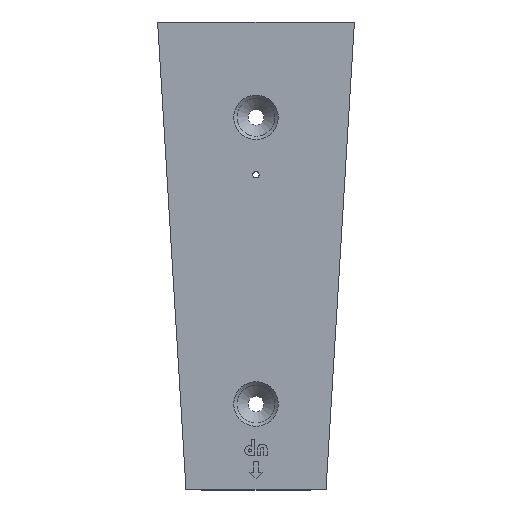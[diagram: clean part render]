
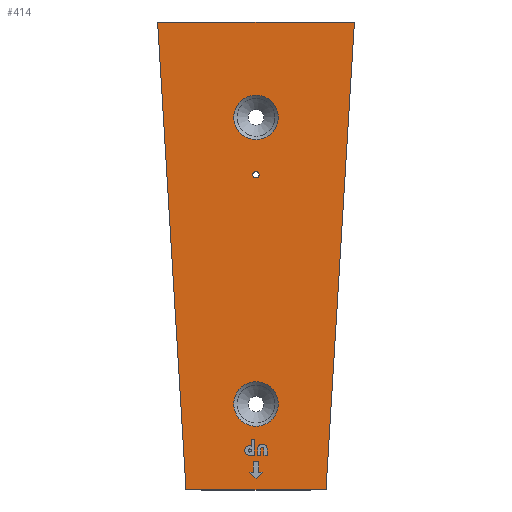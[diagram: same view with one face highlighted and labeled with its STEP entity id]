
A CAD part, top view. The second image highlights one B-rep face of the part: STEP entity #414.
In plain terms, the highlighted planar face has unit normal (0, 0, 1).
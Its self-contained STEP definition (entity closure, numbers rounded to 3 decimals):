
#165=CARTESIAN_POINT('',(0.,0.,-2.2));
#166=DIRECTION('',(0.,0.,1.));
#167=DIRECTION('',(1.,0.,0.));
#168=AXIS2_PLACEMENT_3D('',#165,#166,#167);
#169=PLANE('',#168);
#170=CARTESIAN_POINT('',(6.997,-99.999,-2.2));
#171=VERTEX_POINT('',#170);
#172=CARTESIAN_POINT('',(-0.003,-99.999,-2.2));
#173=DIRECTION('',(-0.,-0.,-1.));
#174=DIRECTION('',(1.,0.,-0.));
#175=AXIS2_PLACEMENT_3D('',#172,#173,#174);
#176=CIRCLE('',#175,7.);
#177=EDGE_CURVE('',#171,#171,#176,.T.);
#178=ORIENTED_EDGE('',*,*,#177,.T.);
#179=EDGE_LOOP('',(#178));
#180=FACE_BOUND('',#179,.T.);
#181=CARTESIAN_POINT('',(6.997,-9.962,-2.2));
#182=VERTEX_POINT('',#181);
#183=CARTESIAN_POINT('',(-0.003,-9.962,-2.2));
#184=DIRECTION('',(-0.,-0.,-1.));
#185=DIRECTION('',(1.,0.,-0.));
#186=AXIS2_PLACEMENT_3D('',#183,#184,#185);
#187=CIRCLE('',#186,7.);
#188=EDGE_CURVE('',#182,#182,#187,.T.);
#189=ORIENTED_EDGE('',*,*,#188,.T.);
#190=EDGE_LOOP('',(#189));
#191=FACE_BOUND('',#190,.T.);
#192=CARTESIAN_POINT('',(-1.503,-113.186,-2.2));
#193=VERTEX_POINT('',#192);
#194=CARTESIAN_POINT('',(-1.503,-116.014,-2.2));
#195=VERTEX_POINT('',#194);
#196=CARTESIAN_POINT('',(-2.003,-114.6,-2.2));
#197=DIRECTION('',(0.,0.,1.));
#198=DIRECTION('',(1.,0.,-0.));
#199=AXIS2_PLACEMENT_3D('',#196,#197,#198);
#200=CIRCLE('',#199,1.5);
#201=EDGE_CURVE('',#193,#195,#200,.T.);
#202=ORIENTED_EDGE('',*,*,#201,.F.);
#203=CARTESIAN_POINT('',(-1.503,-111.1,-2.2));
#204=VERTEX_POINT('',#203);
#205=CARTESIAN_POINT('',(-1.503,-113.186,-2.2));
#206=DIRECTION('',(-0.,1.,0.));
#207=VECTOR('',#206,2.086);
#208=LINE('',#205,#207);
#209=EDGE_CURVE('',#193,#204,#208,.T.);
#210=ORIENTED_EDGE('',*,*,#209,.T.);
#211=CARTESIAN_POINT('',(-0.503,-111.1,-2.2));
#212=VERTEX_POINT('',#211);
#213=CARTESIAN_POINT('',(-0.503,-111.1,-2.2));
#214=DIRECTION('',(-1.,0.,0.));
#215=VECTOR('',#214,1.);
#216=LINE('',#213,#215);
#217=EDGE_CURVE('',#212,#204,#216,.T.);
#218=ORIENTED_EDGE('',*,*,#217,.F.);
#219=CARTESIAN_POINT('',(-0.503,-116.1,-2.2));
#220=VERTEX_POINT('',#219);
#221=CARTESIAN_POINT('',(-0.503,-116.1,-2.2));
#222=DIRECTION('',(-0.,1.,0.));
#223=VECTOR('',#222,5.);
#224=LINE('',#221,#223);
#225=EDGE_CURVE('',#220,#212,#224,.T.);
#226=ORIENTED_EDGE('',*,*,#225,.F.);
#227=CARTESIAN_POINT('',(-1.503,-116.1,-2.2));
#228=VERTEX_POINT('',#227);
#229=CARTESIAN_POINT('',(-0.503,-116.1,-2.2));
#230=DIRECTION('',(-1.,0.,0.));
#231=VECTOR('',#230,1.);
#232=LINE('',#229,#231);
#233=EDGE_CURVE('',#220,#228,#232,.T.);
#234=ORIENTED_EDGE('',*,*,#233,.T.);
#235=CARTESIAN_POINT('',(-1.503,-116.1,-2.2));
#236=DIRECTION('',(0.,1.,0.));
#237=VECTOR('',#236,0.086);
#238=LINE('',#235,#237);
#239=EDGE_CURVE('',#228,#195,#238,.T.);
#240=ORIENTED_EDGE('',*,*,#239,.T.);
#241=EDGE_LOOP('',(#202,#210,#218,#226,#234,#240));
#242=FACE_BOUND('',#241,.T.);
#243=CARTESIAN_POINT('',(0.997,-27.984,-2.2));
#244=VERTEX_POINT('',#243);
#245=CARTESIAN_POINT('',(-0.003,-27.984,-2.2));
#246=DIRECTION('',(0.,0.,1.));
#247=DIRECTION('',(1.,0.,-0.));
#248=AXIS2_PLACEMENT_3D('',#245,#246,#247);
#249=CIRCLE('',#248,1.);
#250=EDGE_CURVE('',#244,#244,#249,.T.);
#251=ORIENTED_EDGE('',*,*,#250,.F.);
#252=EDGE_LOOP('',(#251));
#253=FACE_BOUND('',#252,.T.);
#254=CARTESIAN_POINT('',(-21.991,-127.,-2.2));
#255=VERTEX_POINT('',#254);
#256=CARTESIAN_POINT('',(-30.9,20.,-2.2));
#257=VERTEX_POINT('',#256);
#258=CARTESIAN_POINT('',(-21.991,-127.,-2.2));
#259=DIRECTION('',(-0.06,0.998,0.));
#260=VECTOR('',#259,147.27);
#261=LINE('',#258,#260);
#262=EDGE_CURVE('',#255,#257,#261,.T.);
#263=ORIENTED_EDGE('',*,*,#262,.F.);
#264=CARTESIAN_POINT('',(21.991,-127.,-2.2));
#265=VERTEX_POINT('',#264);
#266=CARTESIAN_POINT('',(21.991,-127.,-2.2));
#267=DIRECTION('',(-1.,0.,0.));
#268=VECTOR('',#267,43.982);
#269=LINE('',#266,#268);
#270=EDGE_CURVE('',#265,#255,#269,.T.);
#271=ORIENTED_EDGE('',*,*,#270,.F.);
#272=CARTESIAN_POINT('',(30.9,20.,-2.2));
#273=VERTEX_POINT('',#272);
#274=CARTESIAN_POINT('',(30.9,20.,-2.2));
#275=DIRECTION('',(-0.06,-0.998,0.));
#276=VECTOR('',#275,147.27);
#277=LINE('',#274,#276);
#278=EDGE_CURVE('',#273,#265,#277,.T.);
#279=ORIENTED_EDGE('',*,*,#278,.F.);
#280=CARTESIAN_POINT('',(30.9,20.,-2.2));
#281=DIRECTION('',(-1.,-0.,0.));
#282=VECTOR('',#281,61.8);
#283=LINE('',#280,#282);
#284=EDGE_CURVE('',#273,#257,#283,.T.);
#285=ORIENTED_EDGE('',*,*,#284,.T.);
#286=EDGE_LOOP('',(#263,#271,#279,#285));
#287=FACE_BOUND('',#286,.T.);
#288=CARTESIAN_POINT('',(2.497,-116.1,-2.2));
#289=VERTEX_POINT('',#288);
#290=CARTESIAN_POINT('',(2.497,-114.1,-2.2));
#291=VERTEX_POINT('',#290);
#292=CARTESIAN_POINT('',(2.497,-116.1,-2.2));
#293=DIRECTION('',(0.,1.,0.));
#294=VECTOR('',#293,2.);
#295=LINE('',#292,#294);
#296=EDGE_CURVE('',#289,#291,#295,.T.);
#297=ORIENTED_EDGE('',*,*,#296,.T.);
#298=CARTESIAN_POINT('',(1.497,-114.1,-2.2));
#299=VERTEX_POINT('',#298);
#300=CARTESIAN_POINT('',(1.997,-114.1,-2.2));
#301=DIRECTION('',(0.,0.,1.));
#302=DIRECTION('',(1.,0.,-0.));
#303=AXIS2_PLACEMENT_3D('',#300,#301,#302);
#304=CIRCLE('',#303,0.5);
#305=EDGE_CURVE('',#291,#299,#304,.T.);
#306=ORIENTED_EDGE('',*,*,#305,.T.);
#307=CARTESIAN_POINT('',(1.497,-116.1,-2.2));
#308=VERTEX_POINT('',#307);
#309=CARTESIAN_POINT('',(1.497,-116.1,-2.2));
#310=DIRECTION('',(-0.,1.,0.));
#311=VECTOR('',#310,2.);
#312=LINE('',#309,#311);
#313=EDGE_CURVE('',#308,#299,#312,.T.);
#314=ORIENTED_EDGE('',*,*,#313,.F.);
#315=CARTESIAN_POINT('',(0.497,-116.1,-2.2));
#316=VERTEX_POINT('',#315);
#317=CARTESIAN_POINT('',(0.497,-116.1,-2.2));
#318=DIRECTION('',(1.,0.,-0.));
#319=VECTOR('',#318,1.);
#320=LINE('',#317,#319);
#321=EDGE_CURVE('',#316,#308,#320,.T.);
#322=ORIENTED_EDGE('',*,*,#321,.F.);
#323=CARTESIAN_POINT('',(0.497,-114.1,-2.2));
#324=VERTEX_POINT('',#323);
#325=CARTESIAN_POINT('',(0.497,-116.1,-2.2));
#326=DIRECTION('',(0.,1.,0.));
#327=VECTOR('',#326,2.);
#328=LINE('',#325,#327);
#329=EDGE_CURVE('',#316,#324,#328,.T.);
#330=ORIENTED_EDGE('',*,*,#329,.T.);
#331=CARTESIAN_POINT('',(3.497,-114.1,-2.2));
#332=VERTEX_POINT('',#331);
#333=CARTESIAN_POINT('',(1.997,-114.1,-2.2));
#334=DIRECTION('',(0.,0.,1.));
#335=DIRECTION('',(1.,0.,-0.));
#336=AXIS2_PLACEMENT_3D('',#333,#334,#335);
#337=CIRCLE('',#336,1.5);
#338=EDGE_CURVE('',#332,#324,#337,.T.);
#339=ORIENTED_EDGE('',*,*,#338,.F.);
#340=CARTESIAN_POINT('',(3.497,-116.1,-2.2));
#341=VERTEX_POINT('',#340);
#342=CARTESIAN_POINT('',(3.497,-116.1,-2.2));
#343=DIRECTION('',(0.,1.,0.));
#344=VECTOR('',#343,2.);
#345=LINE('',#342,#344);
#346=EDGE_CURVE('',#341,#332,#345,.T.);
#347=ORIENTED_EDGE('',*,*,#346,.F.);
#348=CARTESIAN_POINT('',(3.497,-116.1,-2.2));
#349=DIRECTION('',(-1.,0.,0.));
#350=VECTOR('',#349,1.);
#351=LINE('',#348,#350);
#352=EDGE_CURVE('',#341,#289,#351,.T.);
#353=ORIENTED_EDGE('',*,*,#352,.T.);
#354=EDGE_LOOP('',(#297,#306,#314,#322,#330,#339,#347,#353));
#355=FACE_BOUND('',#354,.T.);
#356=CARTESIAN_POINT('',(0.8,-118.1,-2.2));
#357=VERTEX_POINT('',#356);
#358=CARTESIAN_POINT('',(0.8,-121.5,-2.2));
#359=VERTEX_POINT('',#358);
#360=CARTESIAN_POINT('',(0.8,-118.1,-2.2));
#361=DIRECTION('',(0.,-1.,0.));
#362=VECTOR('',#361,3.4);
#363=LINE('',#360,#362);
#364=EDGE_CURVE('',#357,#359,#363,.T.);
#365=ORIENTED_EDGE('',*,*,#364,.T.);
#366=CARTESIAN_POINT('',(1.944,-121.5,-2.2));
#367=VERTEX_POINT('',#366);
#368=CARTESIAN_POINT('',(0.8,-121.5,-2.2));
#369=DIRECTION('',(1.,0.,-0.));
#370=VECTOR('',#369,1.144);
#371=LINE('',#368,#370);
#372=EDGE_CURVE('',#359,#367,#371,.T.);
#373=ORIENTED_EDGE('',*,*,#372,.T.);
#374=CARTESIAN_POINT('',(0.,-123.444,-2.2));
#375=VERTEX_POINT('',#374);
#376=CARTESIAN_POINT('',(0.,-123.444,-2.2));
#377=DIRECTION('',(0.707,0.707,0.));
#378=VECTOR('',#377,2.75);
#379=LINE('',#376,#378);
#380=EDGE_CURVE('',#375,#367,#379,.T.);
#381=ORIENTED_EDGE('',*,*,#380,.F.);
#382=CARTESIAN_POINT('',(-1.944,-121.5,-2.2));
#383=VERTEX_POINT('',#382);
#384=CARTESIAN_POINT('',(-0.,-123.444,-2.2));
#385=DIRECTION('',(-0.707,0.707,0.));
#386=VECTOR('',#385,2.75);
#387=LINE('',#384,#386);
#388=EDGE_CURVE('',#375,#383,#387,.T.);
#389=ORIENTED_EDGE('',*,*,#388,.T.);
#390=CARTESIAN_POINT('',(-0.8,-121.5,-2.2));
#391=VERTEX_POINT('',#390);
#392=CARTESIAN_POINT('',(-1.944,-121.5,-2.2));
#393=DIRECTION('',(1.,0.,-0.));
#394=VECTOR('',#393,1.144);
#395=LINE('',#392,#394);
#396=EDGE_CURVE('',#383,#391,#395,.T.);
#397=ORIENTED_EDGE('',*,*,#396,.T.);
#398=CARTESIAN_POINT('',(-0.8,-118.1,-2.2));
#399=VERTEX_POINT('',#398);
#400=CARTESIAN_POINT('',(-0.8,-121.5,-2.2));
#401=DIRECTION('',(-0.,1.,0.));
#402=VECTOR('',#401,3.4);
#403=LINE('',#400,#402);
#404=EDGE_CURVE('',#391,#399,#403,.T.);
#405=ORIENTED_EDGE('',*,*,#404,.T.);
#406=CARTESIAN_POINT('',(-0.8,-118.1,-2.2));
#407=DIRECTION('',(1.,0.,-0.));
#408=VECTOR('',#407,1.6);
#409=LINE('',#406,#408);
#410=EDGE_CURVE('',#399,#357,#409,.T.);
#411=ORIENTED_EDGE('',*,*,#410,.T.);
#412=EDGE_LOOP('',(#365,#373,#381,#389,#397,#405,#411));
#413=FACE_BOUND('',#412,.T.);
#414=ADVANCED_FACE('',(#180,#191,#242,#253,#287,#355,#413),#169,.T.);
